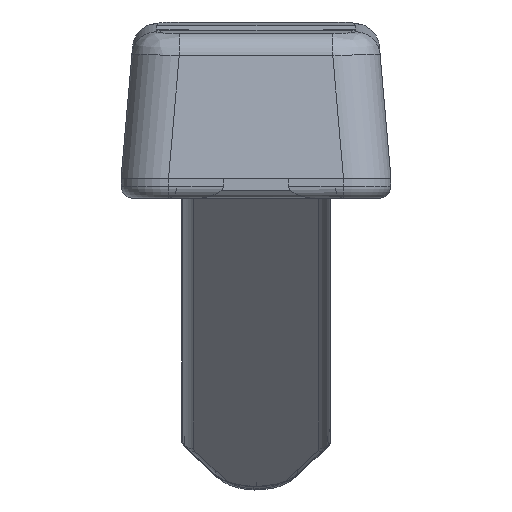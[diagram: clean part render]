
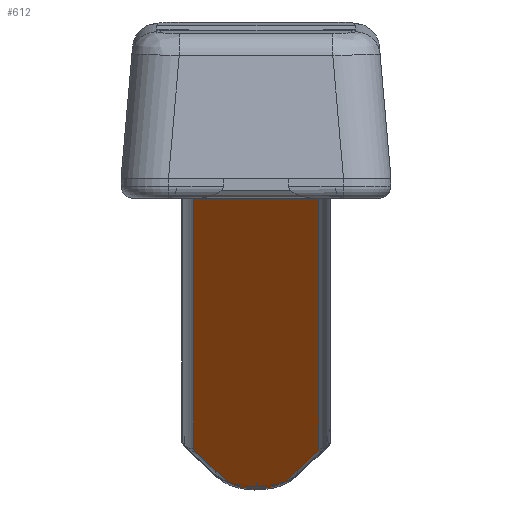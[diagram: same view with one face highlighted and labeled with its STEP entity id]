
A CAD part, front view. The second image highlights one B-rep face of the part: STEP entity #612.
In plain terms, the highlighted planar face has unit normal (0, -0.407, -0.913).
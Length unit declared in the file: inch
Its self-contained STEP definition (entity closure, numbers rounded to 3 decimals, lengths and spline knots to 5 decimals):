
#298=PLANE('',#4614);
#381=CIRCLE('',#4582,0.016);
#383=CIRCLE('',#4586,0.045);
#385=CIRCLE('',#4589,0.045);
#388=CIRCLE('',#4594,0.016);
#612=ADVANCED_FACE('',(#959),#298,.T.);
#959=FACE_OUTER_BOUND('',#1207,.T.);
#1207=EDGE_LOOP('',(#3043,#3044,#3045,#3046,#3047,#3048,#3049,#3050,#3051));
#1508=LINE('',#7529,#1833);
#1509=LINE('',#7537,#1834);
#1510=LINE('',#7564,#1835);
#1511=LINE('',#7572,#1836);
#1521=LINE('',#7621,#1846);
#1833=VECTOR('',#5560,1.);
#1834=VECTOR('',#5571,1.);
#1835=VECTOR('',#5586,1.);
#1836=VECTOR('',#5597,1.);
#1846=VECTOR('',#5641,1.);
#3043=ORIENTED_EDGE('',*,*,#4143,.T.);
#3044=ORIENTED_EDGE('',*,*,#4124,.T.);
#3045=ORIENTED_EDGE('',*,*,#4122,.T.);
#3046=ORIENTED_EDGE('',*,*,#4120,.T.);
#3047=ORIENTED_EDGE('',*,*,#4118,.T.);
#3048=ORIENTED_EDGE('',*,*,#4116,.T.);
#3049=ORIENTED_EDGE('',*,*,#4114,.T.);
#3050=ORIENTED_EDGE('',*,*,#4112,.T.);
#3051=ORIENTED_EDGE('',*,*,#4110,.T.);
#3542=VERTEX_POINT('',#7524);
#3543=VERTEX_POINT('',#7528);
#3544=VERTEX_POINT('',#7532);
#3545=VERTEX_POINT('',#7536);
#3546=VERTEX_POINT('',#7555);
#3547=VERTEX_POINT('',#7559);
#3548=VERTEX_POINT('',#7563);
#3549=VERTEX_POINT('',#7567);
#3550=VERTEX_POINT('',#7571);
#4110=EDGE_CURVE('',#3543,#3542,#1508,.T.);
#4112=EDGE_CURVE('',#3544,#3543,#381,.T.);
#4114=EDGE_CURVE('',#3545,#3544,#1509,.T.);
#4116=EDGE_CURVE('',#3546,#3545,#383,.T.);
#4118=EDGE_CURVE('',#3547,#3546,#385,.T.);
#4120=EDGE_CURVE('',#3548,#3547,#1510,.T.);
#4122=EDGE_CURVE('',#3549,#3548,#388,.T.);
#4124=EDGE_CURVE('',#3550,#3549,#1511,.T.);
#4143=EDGE_CURVE('',#3542,#3550,#1521,.T.);
#4582=AXIS2_PLACEMENT_3D('',#7533,#5565,#5566);
#4586=AXIS2_PLACEMENT_3D('',#7556,#5574,#5575);
#4589=AXIS2_PLACEMENT_3D('',#7560,#5580,#5581);
#4594=AXIS2_PLACEMENT_3D('',#7568,#5591,#5592);
#4614=AXIS2_PLACEMENT_3D('',#7622,#5642,#5643);
#5560=DIRECTION('',(0.,-0.914,0.407));
#5565=DIRECTION('',(0.,-0.407,-0.914));
#5566=DIRECTION('',(0.,0.914,-0.407));
#5571=DIRECTION('',(0.401,-0.837,0.373));
#5574=DIRECTION('',(0.,-0.407,-0.914));
#5575=DIRECTION('',(0.,0.914,-0.407));
#5580=DIRECTION('',(0.,-0.407,-0.914));
#5581=DIRECTION('',(0.,0.914,-0.407));
#5586=DIRECTION('',(0.401,0.837,-0.373));
#5591=DIRECTION('',(0.,-0.407,-0.914));
#5592=DIRECTION('',(0.,0.914,-0.407));
#5597=DIRECTION('',(0.,0.914,-0.407));
#5641=DIRECTION('',(-1.,0.,0.));
#5642=DIRECTION('',(0.,-0.407,-0.914));
#5643=DIRECTION('',(-1.,0.,0.));
#7524=CARTESIAN_POINT('',(0.24915,9.02103,-0.02031));
#7528=CARTESIAN_POINT('',(0.24915,9.7411,-0.34091));
#7529=CARTESIAN_POINT('',(0.24915,9.43193,-0.20326));
#7532=CARTESIAN_POINT('',(0.24781,9.74696,-0.34351));
#7533=CARTESIAN_POINT('',(0.23315,9.7411,-0.34091));
#7536=CARTESIAN_POINT('',(0.20822,9.8296,-0.38031));
#7537=CARTESIAN_POINT('',(0.362,9.50858,-0.23738));
#7555=CARTESIAN_POINT('',(0.16785,9.85422,-0.39127));
#7556=CARTESIAN_POINT('',(0.167,9.81312,-0.37297));
#7559=CARTESIAN_POINT('',(0.13253,9.82995,-0.38046));
#7560=CARTESIAN_POINT('',(0.17376,9.81347,-0.37313));
#7563=CARTESIAN_POINT('',(0.09278,9.74696,-0.34351));
#7564=CARTESIAN_POINT('',(-0.02142,9.50858,-0.23738));
#7567=CARTESIAN_POINT('',(0.09144,9.7411,-0.34091));
#7568=CARTESIAN_POINT('',(0.10744,9.7411,-0.34091));
#7571=CARTESIAN_POINT('',(0.09144,9.02103,-0.02031));
#7572=CARTESIAN_POINT('',(0.09144,9.43193,-0.20326));
#7621=CARTESIAN_POINT('',(0.07644,9.02103,-0.02031));
#7622=CARTESIAN_POINT('',(0.17029,9.43193,-0.20326));
